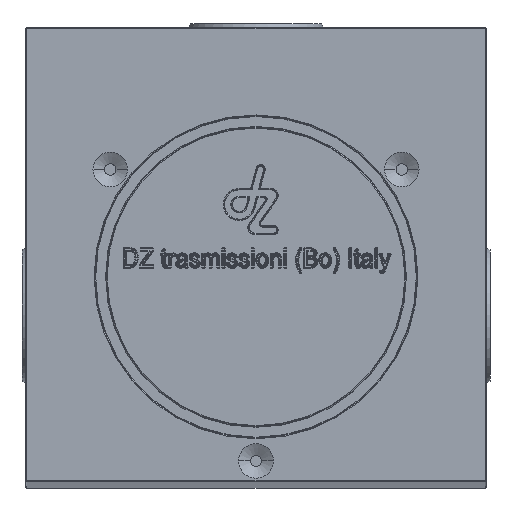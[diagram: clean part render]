
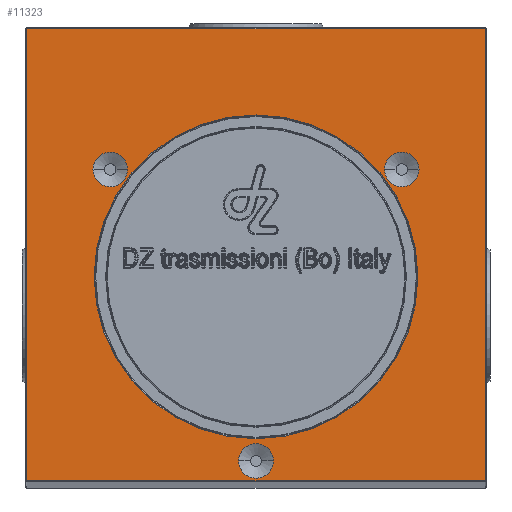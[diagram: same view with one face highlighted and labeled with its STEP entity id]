
A CAD part, top view. The second image highlights one B-rep face of the part: STEP entity #11323.
In plain terms, the highlighted planar face has unit normal (0, 0, 1).
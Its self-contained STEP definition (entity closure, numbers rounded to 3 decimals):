
#11323=ADVANCED_FACE('',(#23010,#23011,#23012,#23013,#23014),#23015,.T.);
#23010=FACE_BOUND('',#70868,.T.);
#23011=FACE_BOUND('',#70869,.T.);
#23012=FACE_BOUND('',#70870,.T.);
#23013=FACE_BOUND('',#70871,.T.);
#23014=FACE_OUTER_BOUND('',#70872,.T.);
#23015=PLANE('',#70873);
#70868=EDGE_LOOP('',(#101374,#101375));
#70869=EDGE_LOOP('',(#101376,#101377));
#70870=EDGE_LOOP('',(#101378,#101379));
#70871=EDGE_LOOP('',(#101380,#101381));
#70872=EDGE_LOOP('',(#101382,#101383,#101384,#101385));
#70873=AXIS2_PLACEMENT_3D('',#101386,#101387,#101388);
#101374=ORIENTED_EDGE('',*,*,#103386,.F.);
#101375=ORIENTED_EDGE('',*,*,#116075,.F.);
#101376=ORIENTED_EDGE('',*,*,#116076,.T.);
#101377=ORIENTED_EDGE('',*,*,#103327,.T.);
#101378=ORIENTED_EDGE('',*,*,#116077,.T.);
#101379=ORIENTED_EDGE('',*,*,#103336,.T.);
#101380=ORIENTED_EDGE('',*,*,#116078,.T.);
#101381=ORIENTED_EDGE('',*,*,#103345,.T.);
#101382=ORIENTED_EDGE('',*,*,#103771,.F.);
#101383=ORIENTED_EDGE('',*,*,#103761,.F.);
#101384=ORIENTED_EDGE('',*,*,#103732,.F.);
#101385=ORIENTED_EDGE('',*,*,#103751,.F.);
#101386=CARTESIAN_POINT('',(0.,5.0,45.0));
#101387=DIRECTION('',(0.0,0.0,1.0));
#101388=DIRECTION('',(1.0,-0.0,0.0));
#103327=EDGE_CURVE('',#116563,#116561,#116564,.T.);
#103336=EDGE_CURVE('',#116578,#116576,#116579,.T.);
#103345=EDGE_CURVE('',#116593,#116591,#116594,.T.);
#103386=EDGE_CURVE('',#116659,#116655,#116661,.T.);
#103732=EDGE_CURVE('',#117227,#117229,#117230,.T.);
#103751=EDGE_CURVE('',#117257,#117227,#117259,.T.);
#103761=EDGE_CURVE('',#117229,#117275,#117276,.T.);
#103771=EDGE_CURVE('',#117275,#117257,#117292,.T.);
#116075=EDGE_CURVE('',#116655,#116659,#134708,.T.);
#116076=EDGE_CURVE('',#116561,#116563,#134709,.T.);
#116077=EDGE_CURVE('',#116576,#116578,#134710,.T.);
#116078=EDGE_CURVE('',#116591,#116593,#134711,.T.);
#116561=VERTEX_POINT('',#135211);
#116563=VERTEX_POINT('',#135214);
#116564=CIRCLE('',#135215,4.5);
#116576=VERTEX_POINT('',#135230);
#116578=VERTEX_POINT('',#135233);
#116579=CIRCLE('',#135234,4.5);
#116591=VERTEX_POINT('',#135249);
#116593=VERTEX_POINT('',#135252);
#116594=CIRCLE('',#135253,4.5);
#116655=VERTEX_POINT('',#135329);
#116659=VERTEX_POINT('',#135333);
#116661=CIRCLE('',#135335,42.2);
#117227=VERTEX_POINT('',#135998);
#117229=VERTEX_POINT('',#136000);
#117230=LINE('',#136001,#136002);
#117257=VERTEX_POINT('',#136036);
#117259=LINE('',#136038,#136039);
#117275=VERTEX_POINT('',#136058);
#117276=LINE('',#136059,#136060);
#117292=LINE('',#136079,#136080);
#134708=CIRCLE('',#171770,42.2);
#134709=CIRCLE('',#171771,4.5);
#134710=CIRCLE('',#171772,4.5);
#134711=CIRCLE('',#171773,4.5);
#135211=CARTESIAN_POINT('',(-33.5,28.0,45.0));
#135214=CARTESIAN_POINT('',(-42.5,28.0,45.0));
#135215=AXIS2_PLACEMENT_3D('',#172378,#172379,#172380);
#135230=CARTESIAN_POINT('',(42.5,28.0,45.0));
#135233=CARTESIAN_POINT('',(33.5,28.0,45.0));
#135234=AXIS2_PLACEMENT_3D('',#172391,#172392,#172393);
#135249=CARTESIAN_POINT('',(4.5,-48.0,45.0));
#135252=CARTESIAN_POINT('',(-4.5,-48.0,45.0));
#135253=AXIS2_PLACEMENT_3D('',#172404,#172405,#172406);
#135329=CARTESIAN_POINT('',(-42.2,0.,45.0));
#135333=CARTESIAN_POINT('',(42.2,0.,45.0));
#135335=AXIS2_PLACEMENT_3D('',#172473,#172474,#172475);
#135998=CARTESIAN_POINT('',(59.7,-53.139,45.0));
#136000=CARTESIAN_POINT('',(-59.7,-53.139,45.0));
#136001=CARTESIAN_POINT('',(30.0,-53.139,45.0));
#136002=VECTOR('',#173101,119.4);
#136036=CARTESIAN_POINT('',(59.7,64.7,45.0));
#136038=CARTESIAN_POINT('',(59.7,35.0,45.0));
#136039=VECTOR('',#173130,117.839);
#136058=CARTESIAN_POINT('',(-59.7,64.7,45.0));
#136059=CARTESIAN_POINT('',(-59.7,-25.0,45.0));
#136060=VECTOR('',#173146,117.839);
#136079=CARTESIAN_POINT('',(-30.0,64.7,45.0));
#136080=VECTOR('',#173162,119.4);
#171770=AXIS2_PLACEMENT_3D('',#188231,#188232,#188233);
#171771=AXIS2_PLACEMENT_3D('',#188234,#188235,#188236);
#171772=AXIS2_PLACEMENT_3D('',#188237,#188238,#188239);
#171773=AXIS2_PLACEMENT_3D('',#188240,#188241,#188242);
#172378=CARTESIAN_POINT('',(-38.0,28.0,45.0));
#172379=DIRECTION('',(0.0,0.0,-1.0));
#172380=DIRECTION('',(1.0,0.0,0.0));
#172391=CARTESIAN_POINT('',(38.0,28.0,45.0));
#172392=DIRECTION('',(0.0,0.0,-1.0));
#172393=DIRECTION('',(1.0,0.0,0.0));
#172404=CARTESIAN_POINT('',(0.0,-48.0,45.0));
#172405=DIRECTION('',(0.0,0.0,-1.0));
#172406=DIRECTION('',(1.0,0.0,0.0));
#172473=CARTESIAN_POINT('',(0.0,0.0,45.0));
#172474=DIRECTION('',(0.0,0.0,1.0));
#172475=DIRECTION('',(-1.0,0.0,0.0));
#173101=DIRECTION('',(-1.0,0.,0.0));
#173130=DIRECTION('',(0.,-1.0,0.0));
#173146=DIRECTION('',(0.,1.0,0.0));
#173162=DIRECTION('',(1.0,0.0,0.0));
#188231=CARTESIAN_POINT('',(0.0,0.0,45.0));
#188232=DIRECTION('',(0.0,0.0,1.0));
#188233=DIRECTION('',(-1.0,0.0,0.0));
#188234=CARTESIAN_POINT('',(-38.0,28.0,45.0));
#188235=DIRECTION('',(0.0,0.0,-1.0));
#188236=DIRECTION('',(1.0,0.0,0.0));
#188237=CARTESIAN_POINT('',(38.0,28.0,45.0));
#188238=DIRECTION('',(0.0,0.0,-1.0));
#188239=DIRECTION('',(1.0,0.0,0.0));
#188240=CARTESIAN_POINT('',(0.0,-48.0,45.0));
#188241=DIRECTION('',(0.0,0.0,-1.0));
#188242=DIRECTION('',(1.0,0.0,0.0));
